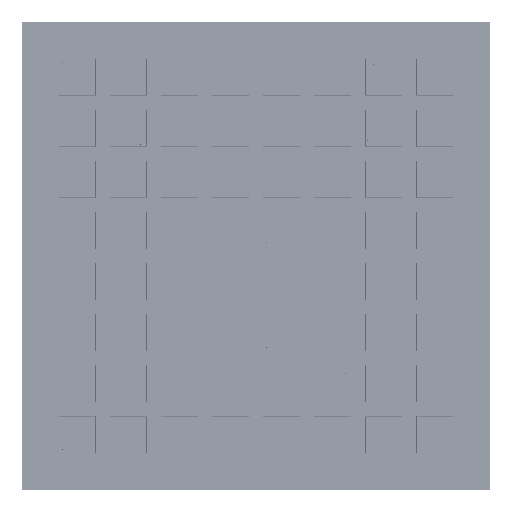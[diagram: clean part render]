
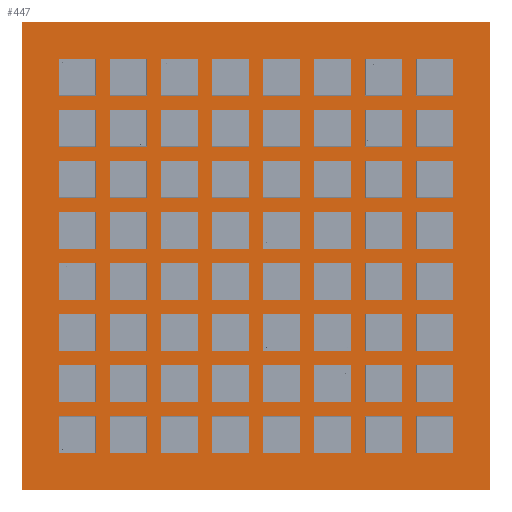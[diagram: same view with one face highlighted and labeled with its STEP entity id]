
A CAD part, top view. The second image highlights one B-rep face of the part: STEP entity #447.
In plain terms, the highlighted planar face has unit normal (0, 0, 1).
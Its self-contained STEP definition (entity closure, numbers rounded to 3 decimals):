
#318 = VERTEX_POINT('',#319);
#319 = CARTESIAN_POINT('',(-1.511,11.29,
    0.8));
#325 = EDGE_CURVE('',#318,#326,#328,.T.);
#326 = VERTEX_POINT('',#327);
#327 = CARTESIAN_POINT('',(11.29,11.29,
    0.8));
#328 = LINE('',#329,#330);
#329 = CARTESIAN_POINT('',(-1.511,11.29,
    0.8));
#330 = VECTOR('',#331,1.);
#331 = DIRECTION('',(1.,0.,0.));
#356 = EDGE_CURVE('',#326,#357,#359,.T.);
#357 = VERTEX_POINT('',#358);
#358 = CARTESIAN_POINT('',(11.29,-1.511,
    0.8));
#359 = LINE('',#360,#361);
#360 = CARTESIAN_POINT('',(11.29,11.29,
    0.8));
#361 = VECTOR('',#362,1.);
#362 = DIRECTION('',(0.,-1.,0.));
#387 = EDGE_CURVE('',#357,#388,#390,.T.);
#388 = VERTEX_POINT('',#389);
#389 = CARTESIAN_POINT('',(-1.511,-1.511,
    0.8));
#390 = LINE('',#391,#392);
#391 = CARTESIAN_POINT('',(11.29,-1.511,
    0.8));
#392 = VECTOR('',#393,1.);
#393 = DIRECTION('',(-1.,0.,0.));
#418 = EDGE_CURVE('',#388,#318,#419,.T.);
#419 = LINE('',#420,#421);
#420 = CARTESIAN_POINT('',(-1.511,-1.511,
    0.8));
#421 = VECTOR('',#422,1.);
#422 = DIRECTION('',(0.,1.,0.));
#447 = ADVANCED_FACE('',(#448),#454,.F.);
#448 = FACE_BOUND('',#449,.F.);
#449 = EDGE_LOOP('',(#450,#451,#452,#453));
#450 = ORIENTED_EDGE('',*,*,#325,.T.);
#451 = ORIENTED_EDGE('',*,*,#356,.T.);
#452 = ORIENTED_EDGE('',*,*,#387,.T.);
#453 = ORIENTED_EDGE('',*,*,#418,.T.);
#454 = PLANE('',#455);
#455 = AXIS2_PLACEMENT_3D('',#456,#457,#458);
#456 = CARTESIAN_POINT('',(4.89,4.89,0.8));
#457 = DIRECTION('',(-0.,-0.,-1.));
#458 = DIRECTION('',(-1.,0.,0.));
